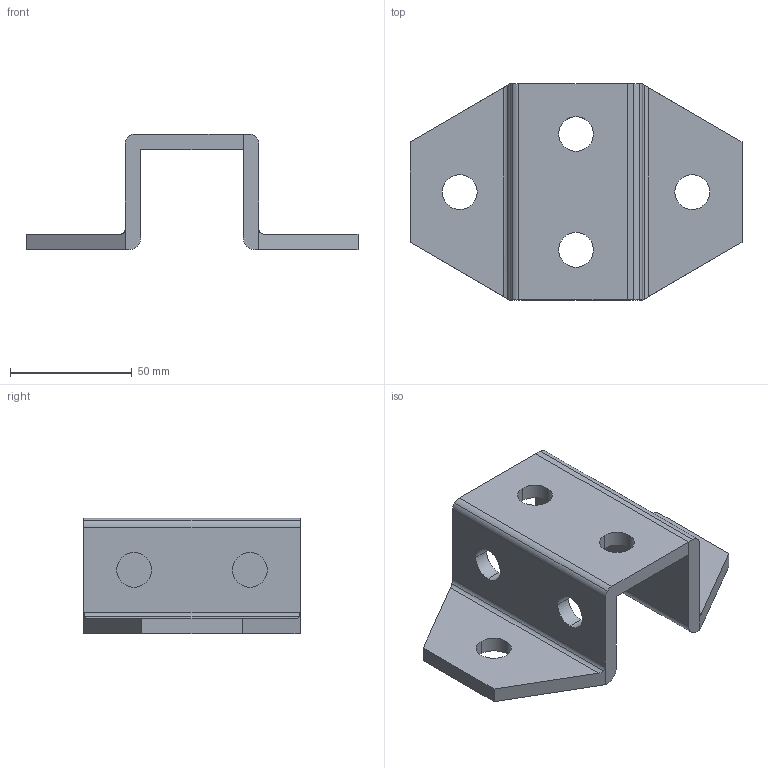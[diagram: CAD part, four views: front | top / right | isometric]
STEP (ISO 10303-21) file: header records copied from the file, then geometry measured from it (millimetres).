
FILE_DESCRIPTION(('TurboCAD Mac Pro'),'Build 980');
FILE_NAME('P2326.stp',' ',(''),(''),'ACIS Interop','IMSI','TurboCAD Mac Pro BY IMSI, INCORPORATED');
FILE_SCHEMA(('automotive_design'));
Length unit declared in the file: inch
Products named in the file (2): 1; 2
Bounding box: 136.53 x 88.9 x 47.62 mm (x, y, z)
Volume: 103904.6 mm3; surface area: 38541.1 mm2
Topology: 2 solids, 2 shells, 59 faces, 161 edges, 106 vertices
Faces by surface type: bspline 24, plane 23, cylinder 12
Entity records: 2534 total; most frequent: CARTESIAN_POINT 640, ORIENTED_EDGE 322, DIRECTION 211, EDGE_CURVE 161, VERTEX_POINT 106, LINE 89, VECTOR 89, EDGE_LOOP 71
